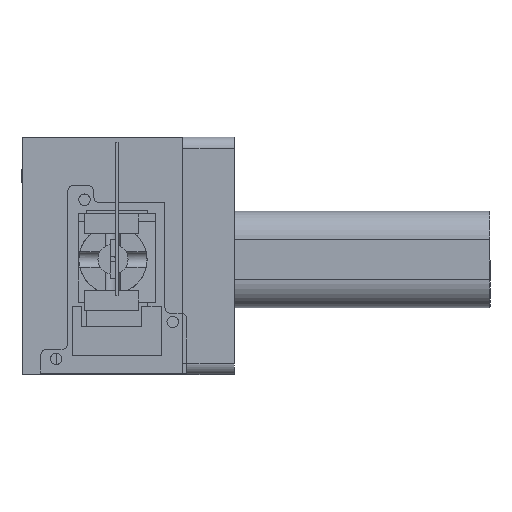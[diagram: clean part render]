
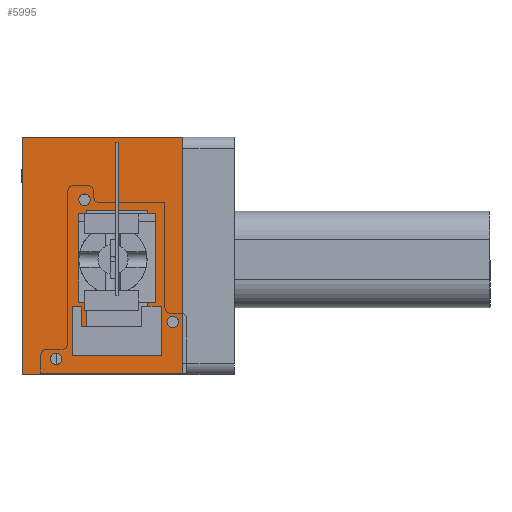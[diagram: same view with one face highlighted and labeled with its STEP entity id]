
A CAD part, top view. The second image highlights one B-rep face of the part: STEP entity #5995.
In plain terms, the highlighted planar face has unit normal (0, 0, 1).
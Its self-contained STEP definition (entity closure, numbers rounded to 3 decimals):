
#281=FACE_BOUND('',#1901,.T.);
#282=FACE_BOUND('',#1902,.T.);
#283=FACE_BOUND('',#1903,.T.);
#284=FACE_BOUND('',#1904,.T.);
#396=LINE('',#9192,#917);
#409=LINE('',#9220,#930);
#414=LINE('',#9233,#935);
#415=LINE('',#9234,#936);
#416=LINE('',#9243,#937);
#417=LINE('',#9245,#938);
#418=LINE('',#9247,#939);
#419=LINE('',#9249,#940);
#420=LINE('',#9251,#941);
#421=LINE('',#9253,#942);
#422=LINE('',#9255,#943);
#423=LINE('',#9257,#944);
#424=LINE('',#9259,#945);
#425=LINE('',#9261,#946);
#426=LINE('',#9263,#947);
#427=LINE('',#9264,#948);
#917=VECTOR('',#7315,10.);
#930=VECTOR('',#7338,10.);
#935=VECTOR('',#7349,10.);
#936=VECTOR('',#7350,10.);
#937=VECTOR('',#7357,10.);
#938=VECTOR('',#7358,10.);
#939=VECTOR('',#7359,10.);
#940=VECTOR('',#7360,10.);
#941=VECTOR('',#7361,10.);
#942=VECTOR('',#7362,10.);
#943=VECTOR('',#7363,10.);
#944=VECTOR('',#7364,10.);
#945=VECTOR('',#7365,10.);
#946=VECTOR('',#7366,10.);
#947=VECTOR('',#7367,10.);
#948=VECTOR('',#7368,10.);
#1583=FACE_OUTER_BOUND('',#1900,.T.);
#1900=EDGE_LOOP('',(#4074,#4075,#4076,#4077));
#1901=EDGE_LOOP('',(#4078));
#1902=EDGE_LOOP('',(#4079));
#1903=EDGE_LOOP('',(#4080));
#1904=EDGE_LOOP('',(#4081,#4082,#4083,#4084,#4085,#4086,#4087,#4088,#4089,
#4090,#4091,#4092));
#2285=CIRCLE('',#6542,1.);
#2286=CIRCLE('',#6543,1.);
#2287=CIRCLE('',#6544,1.);
#2483=VERTEX_POINT('',#9189);
#2484=VERTEX_POINT('',#9191);
#2494=VERTEX_POINT('',#9219);
#2499=VERTEX_POINT('',#9232);
#2500=VERTEX_POINT('',#9235);
#2501=VERTEX_POINT('',#9237);
#2502=VERTEX_POINT('',#9239);
#2503=VERTEX_POINT('',#9241);
#2504=VERTEX_POINT('',#9242);
#2505=VERTEX_POINT('',#9244);
#2506=VERTEX_POINT('',#9246);
#2507=VERTEX_POINT('',#9248);
#2508=VERTEX_POINT('',#9250);
#2509=VERTEX_POINT('',#9252);
#2510=VERTEX_POINT('',#9254);
#2511=VERTEX_POINT('',#9256);
#2512=VERTEX_POINT('',#9258);
#2513=VERTEX_POINT('',#9260);
#2514=VERTEX_POINT('',#9262);
#3087=EDGE_CURVE('',#2484,#2483,#396,.T.);
#3101=EDGE_CURVE('',#2484,#2494,#409,.T.);
#3108=EDGE_CURVE('',#2483,#2499,#414,.T.);
#3109=EDGE_CURVE('',#2499,#2494,#415,.T.);
#3110=EDGE_CURVE('',#2500,#2500,#2285,.T.);
#3111=EDGE_CURVE('',#2501,#2501,#2286,.T.);
#3112=EDGE_CURVE('',#2502,#2502,#2287,.T.);
#3113=EDGE_CURVE('',#2503,#2504,#416,.T.);
#3114=EDGE_CURVE('',#2504,#2505,#417,.T.);
#3115=EDGE_CURVE('',#2505,#2506,#418,.T.);
#3116=EDGE_CURVE('',#2506,#2507,#419,.T.);
#3117=EDGE_CURVE('',#2507,#2508,#420,.T.);
#3118=EDGE_CURVE('',#2508,#2509,#421,.T.);
#3119=EDGE_CURVE('',#2509,#2510,#422,.T.);
#3120=EDGE_CURVE('',#2510,#2511,#423,.T.);
#3121=EDGE_CURVE('',#2511,#2512,#424,.T.);
#3122=EDGE_CURVE('',#2512,#2513,#425,.T.);
#3123=EDGE_CURVE('',#2513,#2514,#426,.T.);
#3124=EDGE_CURVE('',#2514,#2503,#427,.T.);
#4074=ORIENTED_EDGE('',*,*,#3101,.F.);
#4075=ORIENTED_EDGE('',*,*,#3087,.T.);
#4076=ORIENTED_EDGE('',*,*,#3108,.T.);
#4077=ORIENTED_EDGE('',*,*,#3109,.T.);
#4078=ORIENTED_EDGE('',*,*,#3110,.T.);
#4079=ORIENTED_EDGE('',*,*,#3111,.T.);
#4080=ORIENTED_EDGE('',*,*,#3112,.T.);
#4081=ORIENTED_EDGE('',*,*,#3113,.T.);
#4082=ORIENTED_EDGE('',*,*,#3114,.T.);
#4083=ORIENTED_EDGE('',*,*,#3115,.T.);
#4084=ORIENTED_EDGE('',*,*,#3116,.T.);
#4085=ORIENTED_EDGE('',*,*,#3117,.T.);
#4086=ORIENTED_EDGE('',*,*,#3118,.T.);
#4087=ORIENTED_EDGE('',*,*,#3119,.T.);
#4088=ORIENTED_EDGE('',*,*,#3120,.T.);
#4089=ORIENTED_EDGE('',*,*,#3121,.T.);
#4090=ORIENTED_EDGE('',*,*,#3122,.T.);
#4091=ORIENTED_EDGE('',*,*,#3123,.T.);
#4092=ORIENTED_EDGE('',*,*,#3124,.T.);
#5804=PLANE('',#6541);
#5995=ADVANCED_FACE('',(#1583,#281,#282,#283,#284),#5804,.F.);
#6541=AXIS2_PLACEMENT_3D('',#9231,#7347,#7348);
#6542=AXIS2_PLACEMENT_3D('',#9236,#7351,#7352);
#6543=AXIS2_PLACEMENT_3D('',#9238,#7353,#7354);
#6544=AXIS2_PLACEMENT_3D('',#9240,#7355,#7356);
#7315=DIRECTION('',(-1.,0.,0.));
#7338=DIRECTION('',(0.,-1.,0.));
#7347=DIRECTION('center_axis',(0.,0.,
-1.));
#7348=DIRECTION('ref_axis',(-1.,0.,0.));
#7349=DIRECTION('',(0.,-1.,0.));
#7350=DIRECTION('',(1.,0.,0.));
#7351=DIRECTION('center_axis',(0.,0.,
-1.));
#7352=DIRECTION('ref_axis',(1.,0.,0.));
#7353=DIRECTION('center_axis',(0.,0.,
-1.));
#7354=DIRECTION('ref_axis',(1.,0.,0.));
#7355=DIRECTION('center_axis',(0.,0.,
-1.));
#7356=DIRECTION('ref_axis',(1.,0.,0.));
#7357=DIRECTION('',(0.,1.,0.));
#7358=DIRECTION('',(-1.,0.,0.));
#7359=DIRECTION('',(0.,1.,0.));
#7360=DIRECTION('',(1.,0.,0.));
#7361=DIRECTION('',(0.,1.,0.));
#7362=DIRECTION('',(1.,0.,0.));
#7363=DIRECTION('',(0.,-1.,0.));
#7364=DIRECTION('',(1.,0.,0.));
#7365=DIRECTION('',(0.,-1.,0.));
#7366=DIRECTION('',(-1.,0.,0.));
#7367=DIRECTION('',(0.,-1.,0.));
#7368=DIRECTION('',(-1.,0.,0.));
#9189=CARTESIAN_POINT('',(17.302,-57.511,8.183));
#9191=CARTESIAN_POINT('',(45.568,-57.511,8.183));
#9192=CARTESIAN_POINT('',(45.568,-57.511,8.183));
#9219=CARTESIAN_POINT('',(45.568,-99.265,8.183));
#9220=CARTESIAN_POINT('',(45.568,-57.511,8.183));
#9231=CARTESIAN_POINT('Origin',(31.435,-83.265,8.183));
#9232=CARTESIAN_POINT('',(17.302,-99.265,8.183));
#9233=CARTESIAN_POINT('',(17.302,-67.265,8.183));
#9234=CARTESIAN_POINT('',(17.302,-99.265,8.183));
#9235=CARTESIAN_POINT('',(27.265,-68.511,8.183));
#9236=CARTESIAN_POINT('Origin',(28.265,-68.511,8.183));
#9237=CARTESIAN_POINT('',(22.265,-96.511,8.183));
#9238=CARTESIAN_POINT('Origin',(23.265,-96.511,8.183));
#9239=CARTESIAN_POINT('',(42.765,-90.011,8.183));
#9240=CARTESIAN_POINT('Origin',(43.765,-90.011,8.183));
#9241=CARTESIAN_POINT('',(28.654,-92.151,8.183));
#9242=CARTESIAN_POINT('',(28.654,-86.511,8.183));
#9243=CARTESIAN_POINT('',(28.654,-87.708,8.183));
#9244=CARTESIAN_POINT('',(27.265,-86.511,8.183));
#9245=CARTESIAN_POINT('',(36.1,-86.511,8.183));
#9246=CARTESIAN_POINT('',(27.265,-71.011,8.183));
#9247=CARTESIAN_POINT('',(27.265,-84.888,8.183));
#9248=CARTESIAN_POINT('',(28.654,-71.011,8.183));
#9249=CARTESIAN_POINT('',(29.35,-71.011,8.183));
#9250=CARTESIAN_POINT('',(28.654,-70.47,8.183));
#9251=CARTESIAN_POINT('',(28.654,-87.708,8.183));
#9252=CARTESIAN_POINT('',(39.387,-70.47,8.183));
#9253=CARTESIAN_POINT('',(30.045,-70.47,8.183));
#9254=CARTESIAN_POINT('',(39.387,-71.011,8.183));
#9255=CARTESIAN_POINT('',(39.387,-76.868,8.183));
#9256=CARTESIAN_POINT('',(40.765,-71.011,8.183));
#9257=CARTESIAN_POINT('',(29.35,-71.011,8.183));
#9258=CARTESIAN_POINT('',(40.765,-86.511,8.183));
#9259=CARTESIAN_POINT('',(40.765,-77.138,8.183));
#9260=CARTESIAN_POINT('',(39.387,-86.511,8.183));
#9261=CARTESIAN_POINT('',(36.1,-86.511,8.183));
#9262=CARTESIAN_POINT('',(39.387,-92.151,8.183));
#9263=CARTESIAN_POINT('',(39.387,-76.868,8.183));
#9264=CARTESIAN_POINT('',(35.411,-92.151,8.183));
